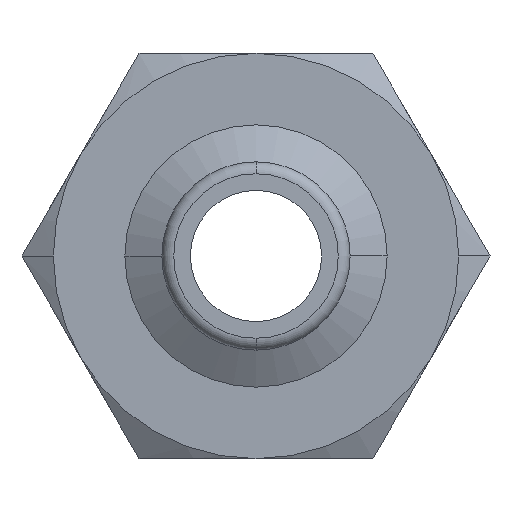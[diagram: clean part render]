
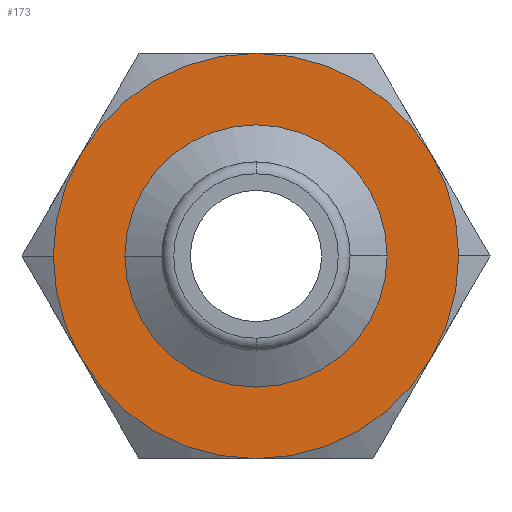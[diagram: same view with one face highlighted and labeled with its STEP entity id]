
A CAD part, front view. The second image highlights one B-rep face of the part: STEP entity #173.
In plain terms, the highlighted planar face has unit normal (0, -1, 0).
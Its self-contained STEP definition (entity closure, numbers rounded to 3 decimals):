
#173=ADVANCED_FACE('',(#345,#346),#347,.T.);
#345=FACE_OUTER_BOUND('',#510,.T.);
#346=FACE_BOUND('',#511,.T.);
#347=PLANE('',#512);
#510=EDGE_LOOP('',(#933,#934,#935,#936,#937,#938,#939,#940));
#511=EDGE_LOOP('',(#941,#942));
#512=AXIS2_PLACEMENT_3D('',#943,#944,#945);
#933=ORIENTED_EDGE('',*,*,#975,.F.);
#934=ORIENTED_EDGE('',*,*,#1118,.F.);
#935=ORIENTED_EDGE('',*,*,#1107,.F.);
#936=ORIENTED_EDGE('',*,*,#1024,.F.);
#937=ORIENTED_EDGE('',*,*,#1105,.F.);
#938=ORIENTED_EDGE('',*,*,#1116,.F.);
#939=ORIENTED_EDGE('',*,*,#1009,.F.);
#940=ORIENTED_EDGE('',*,*,#961,.F.);
#941=ORIENTED_EDGE('',*,*,#1057,.F.);
#942=ORIENTED_EDGE('',*,*,#1114,.F.);
#943=CARTESIAN_POINT('',(4.25,22.0,0.0));
#944=DIRECTION('',(-0.0,-1.0,-0.0));
#945=DIRECTION('',(-1.0,0.0,0.0));
#961=EDGE_CURVE('',#1132,#1135,#1136,.T.);
#975=EDGE_CURVE('',#1157,#1132,#1159,.T.);
#1009=EDGE_CURVE('',#1135,#1215,#1219,.T.);
#1024=EDGE_CURVE('',#1238,#1168,#1240,.T.);
#1057=EDGE_CURVE('',#1283,#1281,#1285,.T.);
#1105=EDGE_CURVE('',#1340,#1238,#1342,.T.);
#1107=EDGE_CURVE('',#1168,#1242,#1344,.T.);
#1114=EDGE_CURVE('',#1281,#1283,#1351,.T.);
#1116=EDGE_CURVE('',#1215,#1340,#1353,.T.);
#1118=EDGE_CURVE('',#1242,#1157,#1355,.T.);
#1132=VERTEX_POINT('',#1371);
#1135=VERTEX_POINT('',#1375);
#1136=CIRCLE('',#1376,8.5);
#1157=VERTEX_POINT('',#1412);
#1159=CIRCLE('',#1425,8.5);
#1168=VERTEX_POINT('',#1456);
#1215=VERTEX_POINT('',#1551);
#1219=CIRCLE('',#1577,8.5);
#1238=VERTEX_POINT('',#1632);
#1240=CIRCLE('',#1635,8.5);
#1242=VERTEX_POINT('',#1637);
#1281=VERTEX_POINT('',#1722);
#1283=VERTEX_POINT('',#1725);
#1285=CIRCLE('',#1728,5.5);
#1340=VERTEX_POINT('',#1836);
#1342=CIRCLE('',#1849,8.5);
#1344=CIRCLE('',#1851,8.5);
#1351=CIRCLE('',#1880,5.5);
#1353=CIRCLE('',#1882,8.5);
#1355=CIRCLE('',#1884,8.5);
#1371=CARTESIAN_POINT('',(8.5,22.0,0.));
#1375=CARTESIAN_POINT('',(7.361,22.0,-4.25));
#1376=AXIS2_PLACEMENT_3D('',#1898,#1899,#1900);
#1412=CARTESIAN_POINT('',(7.361,22.0,4.25));
#1425=AXIS2_PLACEMENT_3D('',#1917,#1918,#1919);
#1456=CARTESIAN_POINT('',(-7.361,22.0,4.25));
#1551=CARTESIAN_POINT('',(0.0,22.0,-8.5));
#1577=AXIS2_PLACEMENT_3D('',#1969,#1970,#1971);
#1632=CARTESIAN_POINT('',(-8.5,22.0,0.));
#1635=AXIS2_PLACEMENT_3D('',#1985,#1986,#1987);
#1637=CARTESIAN_POINT('',(0.,22.0,8.5));
#1722=CARTESIAN_POINT('',(5.5,22.0,0.));
#1725=CARTESIAN_POINT('',(-5.5,22.0,0.));
#1728=AXIS2_PLACEMENT_3D('',#2037,#2038,#2039);
#1836=CARTESIAN_POINT('',(-7.361,22.0,-4.25));
#1849=AXIS2_PLACEMENT_3D('',#2091,#2092,#2093);
#1851=AXIS2_PLACEMENT_3D('',#2094,#2095,#2096);
#1880=AXIS2_PLACEMENT_3D('',#2097,#2098,#2099);
#1882=AXIS2_PLACEMENT_3D('',#2100,#2101,#2102);
#1884=AXIS2_PLACEMENT_3D('',#2103,#2104,#2105);
#1898=CARTESIAN_POINT('',(0.0,22.0,0.0));
#1899=DIRECTION('',(-0.0,1.0,0.0));
#1900=DIRECTION('',(1.0,0.0,0.0));
#1917=CARTESIAN_POINT('',(0.0,22.0,0.0));
#1918=DIRECTION('',(-0.0,1.0,0.0));
#1919=DIRECTION('',(1.0,0.0,0.0));
#1969=CARTESIAN_POINT('',(0.0,22.0,0.0));
#1970=DIRECTION('',(-0.0,1.0,0.0));
#1971=DIRECTION('',(1.0,0.0,0.0));
#1985=CARTESIAN_POINT('',(0.0,22.0,0.0));
#1986=DIRECTION('',(-0.0,1.0,0.0));
#1987=DIRECTION('',(1.0,0.0,0.0));
#2037=CARTESIAN_POINT('',(0.0,22.0,0.0));
#2038=DIRECTION('',(0.0,-1.0,0.0));
#2039=DIRECTION('',(1.0,0.0,0.0));
#2091=CARTESIAN_POINT('',(0.0,22.0,0.0));
#2092=DIRECTION('',(-0.0,1.0,0.0));
#2093=DIRECTION('',(1.0,0.0,0.0));
#2094=CARTESIAN_POINT('',(0.0,22.0,0.0));
#2095=DIRECTION('',(-0.0,1.0,0.0));
#2096=DIRECTION('',(1.0,0.0,0.0));
#2097=CARTESIAN_POINT('',(0.0,22.0,0.0));
#2098=DIRECTION('',(0.0,-1.0,0.0));
#2099=DIRECTION('',(1.0,0.0,0.0));
#2100=CARTESIAN_POINT('',(0.0,22.0,0.0));
#2101=DIRECTION('',(-0.0,1.0,0.0));
#2102=DIRECTION('',(1.0,0.0,0.0));
#2103=CARTESIAN_POINT('',(0.0,22.0,0.0));
#2104=DIRECTION('',(-0.0,1.0,0.0));
#2105=DIRECTION('',(1.0,0.0,0.0));
